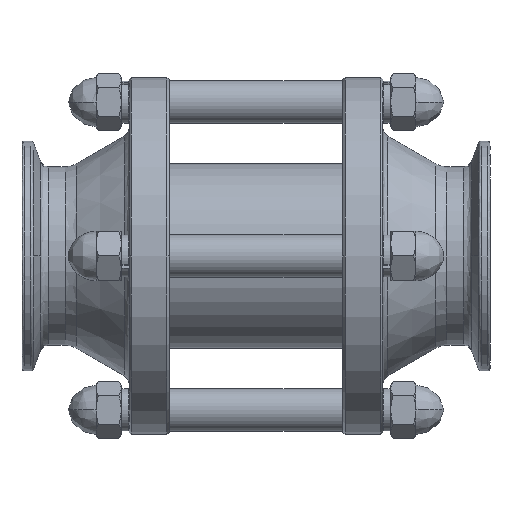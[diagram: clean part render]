
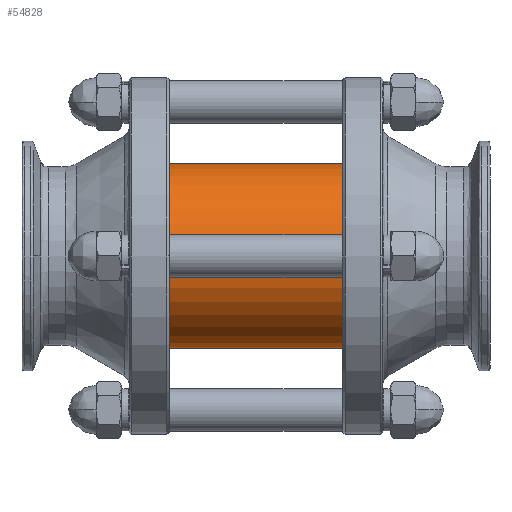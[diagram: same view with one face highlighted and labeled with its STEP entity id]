
A CAD part, left-side view. The second image highlights one B-rep face of the part: STEP entity #54828.
In plain terms, the highlighted cylindrical face has radius 20.65 mm (diameter 41.3 mm), a partial arc.
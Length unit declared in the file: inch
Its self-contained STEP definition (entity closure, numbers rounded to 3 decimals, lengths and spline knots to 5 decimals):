
#2763 = CARTESIAN_POINT ( 'NONE',  ( 0., -1.25, 0.813 ) ) ;
#2780 = CARTESIAN_POINT ( 'NONE',  ( 0., 1.25, -0.813 ) ) ;
#8527 = CYLINDRICAL_SURFACE ( 'NONE', #27925, 0.813 ) ;
#8528 = FACE_OUTER_BOUND ( 'NONE', #48750, .T. ) ;
#10958 = ORIENTED_EDGE ( 'NONE', *, *, #20390, .F. ) ;
#10966 = ORIENTED_EDGE ( 'NONE', *, *, #20388, .T. ) ;
#10968 = ORIENTED_EDGE ( 'NONE', *, *, #20160, .T. ) ;
#10976 = ORIENTED_EDGE ( 'NONE', *, *, #20162, .T. ) ;
#11384 = VERTEX_POINT ( 'NONE', #57593 ) ;
#16436 = AXIS2_PLACEMENT_3D ( 'NONE', #50328, #50331, #50334 ) ;
#16440 = AXIS2_PLACEMENT_3D ( 'NONE', #50353, #50355, #50358 ) ;
#17637 = CIRCLE ( 'NONE', #16440, 0.813 ) ;
#17639 = CIRCLE ( 'NONE', #16436, 0.813 ) ;
#17811 = LINE ( 'NONE', #55676, #17816 ) ;
#17813 = LINE ( 'NONE', #55684, #17819 ) ;
#17816 = VECTOR ( 'NONE', #55683, 39.37008 ) ;
#17819 = VECTOR ( 'NONE', #55682, 39.37008 ) ;
#20160 = EDGE_CURVE ( 'NONE', #11384, #46397, #17639, .T. ) ;
#20162 = EDGE_CURVE ( 'NONE', #46048, #46369, #17637, .T. ) ;
#20388 = EDGE_CURVE ( 'NONE', #46397, #46048, #17811, .T. ) ;
#20390 = EDGE_CURVE ( 'NONE', #11384, #46369, #17813, .T. ) ;
#27925 = AXIS2_PLACEMENT_3D ( 'NONE', #35925, #35921, #35916 ) ;
#35916 = DIRECTION ( 'NONE',  ( 0., 0., -1. ) ) ;
#35921 = DIRECTION ( 'NONE',  ( 0., -1., 0. ) ) ;
#35925 = CARTESIAN_POINT ( 'NONE',  ( 0., 0., 0. ) ) ;
#36390 = CARTESIAN_POINT ( 'NONE',  ( 0., -1.25, -0.813 ) ) ;
#46048 = VERTEX_POINT ( 'NONE', #36390 ) ;
#46369 = VERTEX_POINT ( 'NONE', #2763 ) ;
#46397 = VERTEX_POINT ( 'NONE', #2780 ) ;
#48750 = EDGE_LOOP ( 'NONE', ( #10958, #10968, #10966, #10976 ) ) ;
#50328 = CARTESIAN_POINT ( 'NONE',  ( 0., 1.25, 0. ) ) ;
#50331 = DIRECTION ( 'NONE',  ( 0., -1., 0. ) ) ;
#50334 = DIRECTION ( 'NONE',  ( 0., 0., -1. ) ) ;
#50353 = CARTESIAN_POINT ( 'NONE',  ( 0., -1.25, 0. ) ) ;
#50355 = DIRECTION ( 'NONE',  ( 0., 1., 0. ) ) ;
#50358 = DIRECTION ( 'NONE',  ( 0., 0., -1. ) ) ;
#54828 = ADVANCED_FACE ( 'NONE', ( #8528 ), #8527, .T. ) ;
#55676 = CARTESIAN_POINT ( 'NONE',  ( 0., 0., -0.813 ) ) ;
#55682 = DIRECTION ( 'NONE',  ( 0., -1., 0. ) ) ;
#55683 = DIRECTION ( 'NONE',  ( 0., -1., 0. ) ) ;
#55684 = CARTESIAN_POINT ( 'NONE',  ( 0., 0., 0.813 ) ) ;
#57593 = CARTESIAN_POINT ( 'NONE',  ( 0., 1.25, 0.813 ) ) ;
